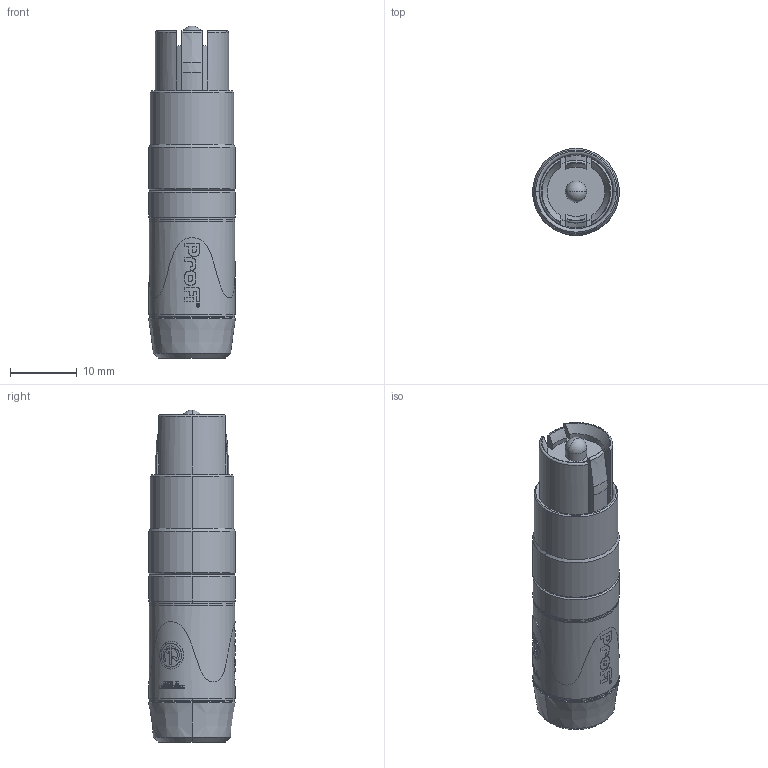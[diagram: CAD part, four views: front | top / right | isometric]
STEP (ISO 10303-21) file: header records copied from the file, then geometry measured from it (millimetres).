
FILE_DESCRIPTION((''),'2;1');
FILE_NAME('30010124','2022-11-23T11:24:31',('SYSTEM'),(''),'CREO PARAMETRIC BY PTC INC, 2021184','CREO PARAMETRIC BY PTC INC, 2021184','');
FILE_SCHEMA(('CONFIG_CONTROL_DESIGN'));
Length unit declared in the file: millimetre
Products named in the file (1): 30010124
Bounding box: 13 x 13 x 49.7 mm (x, y, z)
Volume: 5691 mm3; surface area: 2753.4 mm2
Topology: 1 solids, 1 shells, 609 faces, 1634 edges, 1079 vertices
Faces by surface type: plane 268, bspline 227, cylinder 74, cone 30, torus 8, sphere 2
Entity records: 24685 total; most frequent: CARTESIAN_POINT 10532, ORIENTED_EDGE 3264, DIRECTION 2336, EDGE_CURVE 1632, VERTEX_POINT 1079, VECTOR 908, LINE 908, AXIS2_PLACEMENT_3D 714
